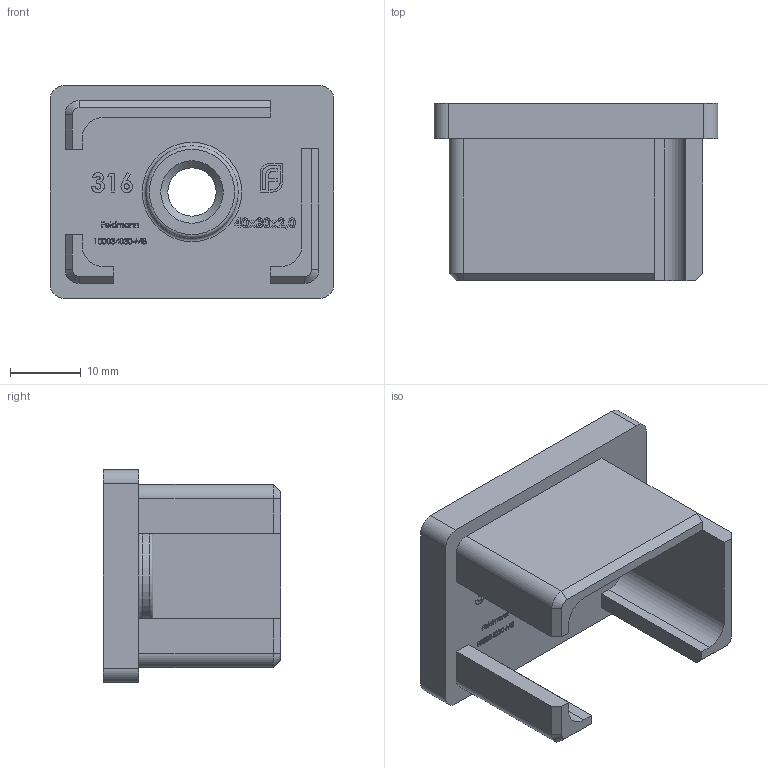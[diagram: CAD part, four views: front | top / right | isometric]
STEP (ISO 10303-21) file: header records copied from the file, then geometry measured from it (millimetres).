
FILE_DESCRIPTION (( 'STEP AP203' ), '1' );
FILE_NAME ('100034030-M8.STEP', '2022-04-08T11:59:06', ( '' ), ( '' ), 'SwSTEP 2.0', 'SolidWorks 2018', '' );
FILE_SCHEMA (( 'CONFIG_CONTROL_DESIGN' ));
Length unit declared in the file: millimetre
Products named in the file (1): 100034030-M8
Bounding box: 40 x 25 x 30 mm (x, y, z)
Volume: 9280.6 mm3; surface area: 6061.2 mm2
Topology: 1 solids, 1 shells, 512 faces, 1363 edges, 906 vertices
Faces by surface type: plane 265, bspline 228, cylinder 12, cone 5, torus 2
Full cylindrical faces by diameter (mm): 6.8 x1, 13 x1
Entity records: 28259 total; most frequent: CARTESIAN_POINT 17000, ORIENTED_EDGE 2710, DIRECTION 1500, EDGE_CURVE 1355, VERTEX_POINT 904, VECTOR 868, LINE 868, EDGE_LOOP 573
